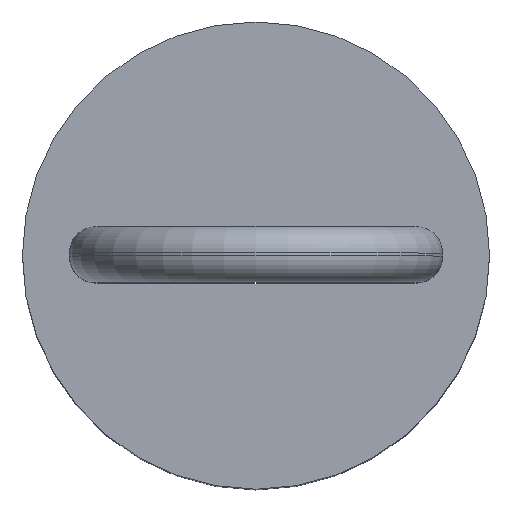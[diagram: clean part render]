
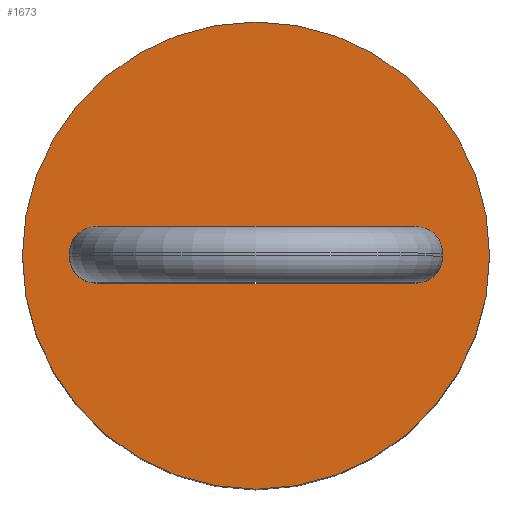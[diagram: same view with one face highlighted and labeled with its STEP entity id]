
A CAD part, top view. The second image highlights one B-rep face of the part: STEP entity #1673.
In plain terms, the highlighted planar face has unit normal (0, 0, 1).
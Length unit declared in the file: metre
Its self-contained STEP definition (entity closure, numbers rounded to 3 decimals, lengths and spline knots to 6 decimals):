
#103=CIRCLE('',#1812,0.00019);
#104=CIRCLE('',#1813,0.00019);
#105=CIRCLE('',#1814,0.00159);
#253=ORIENTED_EDGE('',*,*,#777,.T.);
#254=ORIENTED_EDGE('',*,*,#778,.T.);
#255=ORIENTED_EDGE('',*,*,#779,.F.);
#256=ORIENTED_EDGE('',*,*,#780,.T.);
#257=ORIENTED_EDGE('',*,*,#781,.T.);
#777=EDGE_CURVE('',#1039,#1040,#1193,.T.);
#778=EDGE_CURVE('',#1040,#1041,#103,.T.);
#779=EDGE_CURVE('',#1042,#1041,#1194,.T.);
#780=EDGE_CURVE('',#1042,#1039,#104,.T.);
#781=EDGE_CURVE('',#1043,#1043,#105,.T.);
#1039=VERTEX_POINT('',#2720);
#1040=VERTEX_POINT('',#2721);
#1041=VERTEX_POINT('',#2723);
#1042=VERTEX_POINT('',#2725);
#1043=VERTEX_POINT('',#2728);
#1193=LINE('',#2719,#1305);
#1194=LINE('',#2724,#1306);
#1305=VECTOR('',#2079,1.);
#1306=VECTOR('',#2082,1.);
#1417=EDGE_LOOP('',(#253,#254,#255,#256));
#1418=EDGE_LOOP('',(#257));
#1533=FACE_BOUND('',#1417,.T.);
#1534=FACE_BOUND('',#1418,.T.);
#1649=PLANE('',#1811);
#1673=ADVANCED_FACE('',(#1533,#1534),#1649,.F.);
#1811=AXIS2_PLACEMENT_3D('',#2718,#2077,#2078);
#1812=AXIS2_PLACEMENT_3D('',#2722,#2080,#2081);
#1813=AXIS2_PLACEMENT_3D('',#2726,#2083,#2084);
#1814=AXIS2_PLACEMENT_3D('',#2727,#2085,#2086);
#2077=DIRECTION('',(0.,0.,-1.));
#2078=DIRECTION('',(-1.,0.,0.));
#2079=DIRECTION('',(1.,0.,0.));
#2080=DIRECTION('',(0.,0.,-1.));
#2081=DIRECTION('',(-1.,0.,0.));
#2082=DIRECTION('',(1.,0.,0.));
#2083=DIRECTION('',(0.,0.,-1.));
#2084=DIRECTION('',(-1.,0.,0.));
#2085=DIRECTION('',(0.,0.,1.));
#2086=DIRECTION('',(1.,0.,0.));
#2718=CARTESIAN_POINT('',(-0.000795,0.,0.00305));
#2719=CARTESIAN_POINT('',(-0.000795,0.00019,0.00305));
#2720=CARTESIAN_POINT('',(-0.00041,0.00019,0.00305));
#2721=CARTESIAN_POINT('',(0.00041,0.00019,0.00305));
#2722=CARTESIAN_POINT('',(0.00041,0.,0.00305));
#2723=CARTESIAN_POINT('',(0.00041,-0.00019,0.00305));
#2724=CARTESIAN_POINT('',(-0.000795,-0.00019,0.00305));
#2725=CARTESIAN_POINT('',(-0.00041,-0.00019,0.00305));
#2726=CARTESIAN_POINT('',(-0.00041,0.,0.00305));
#2727=CARTESIAN_POINT('',(0.,0.,0.00305));
#2728=CARTESIAN_POINT('',(0.00159,0.,0.00305));
